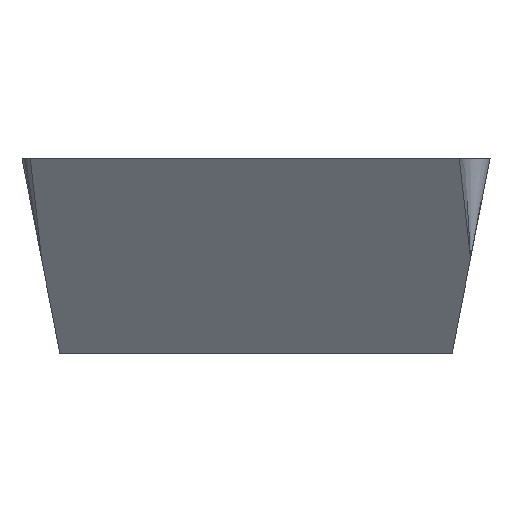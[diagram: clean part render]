
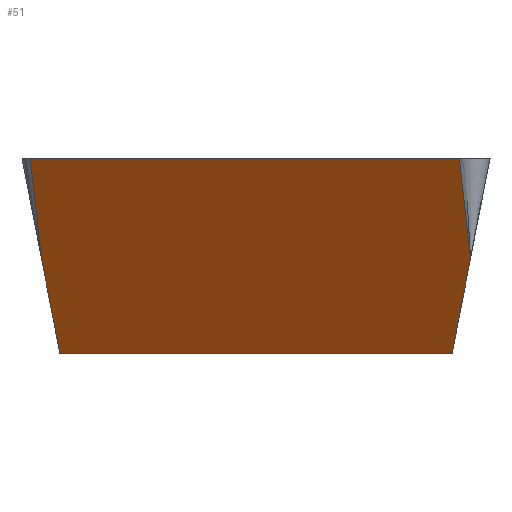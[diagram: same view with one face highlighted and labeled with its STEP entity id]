
A CAD part, left-side view. The second image highlights one B-rep face of the part: STEP entity #51.
In plain terms, the highlighted planar face has unit normal (-0.804, 0.563, -0.191).
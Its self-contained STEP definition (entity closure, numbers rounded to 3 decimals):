
#42=FACE_OUTER_BOUND('',#124,.T.);
#51=ADVANCED_FACE('',(#42),#65,.F.);
#65=PLANE('',#291);
#72=LINE('',#447,#92);
#76=LINE('',#455,#96);
#78=LINE('',#459,#98);
#79=LINE('',#461,#99);
#80=LINE('',#463,#100);
#81=LINE('',#465,#101);
#92=VECTOR('',#322,1.0);
#96=VECTOR('',#328,1.0);
#98=VECTOR('',#332,1.0);
#99=VECTOR('',#333,1.0);
#100=VECTOR('',#334,1.0);
#101=VECTOR('',#335,1.0);
#124=EDGE_LOOP('',(#152,#153,#154,#155,#156,#157));
#152=ORIENTED_EDGE('',*,*,#224,.F.);
#153=ORIENTED_EDGE('',*,*,#230,.T.);
#154=ORIENTED_EDGE('',*,*,#231,.T.);
#155=ORIENTED_EDGE('',*,*,#232,.F.);
#156=ORIENTED_EDGE('',*,*,#233,.T.);
#157=ORIENTED_EDGE('',*,*,#228,.F.);
#200=VERTEX_POINT('',#441);
#203=VERTEX_POINT('',#446);
#207=VERTEX_POINT('',#456);
#208=VERTEX_POINT('',#460);
#209=VERTEX_POINT('',#462);
#210=VERTEX_POINT('',#464);
#224=EDGE_CURVE('',#203,#200,#72,.T.);
#228=EDGE_CURVE('INSERT_CORNER_EDGE4',#200,#207,#76,.T.);
#230=EDGE_CURVE('INSERT_CORNER_EDGE1',#203,#208,#78,.T.);
#231=EDGE_CURVE('',#208,#209,#79,.T.);
#232=EDGE_CURVE('',#210,#209,#80,.T.);
#233=EDGE_CURVE('',#210,#207,#81,.T.);
#291=AXIS2_PLACEMENT_3D('',#466,#336,#337);
#322=DIRECTION('',(0.574,0.819,0.0));
#328=DIRECTION('',(-0.099,0.19,0.977));
#332=DIRECTION('',(-0.344,-0.179,0.922));
#333=DIRECTION('',(-0.156,0.109,0.982));
#334=DIRECTION('',(-0.574,-0.819,0.));
#335=DIRECTION('',(0.156,-0.109,-0.982));
#336=DIRECTION('',(0.804,-0.563,0.191));
#337=DIRECTION('',(0.574,0.819,0.0));
#441=CARTESIAN_POINT('',(7.071,8.754,-3.969));
#446=CARTESIAN_POINT('',(1.482,0.771,-3.969));
#447=CARTESIAN_POINT('',(5.879,7.052,-3.969));
#455=CARTESIAN_POINT('',(6.694,9.478,-0.239));
#456=CARTESIAN_POINT('',(6.876,9.128,-2.042));
#459=CARTESIAN_POINT('',(1.084,0.564,-2.902));
#460=CARTESIAN_POINT('',(0.762,0.397,-2.042));
#461=CARTESIAN_POINT('',(0.437,0.625,0.));
#462=CARTESIAN_POINT('',(0.437,0.625,0.));
#463=CARTESIAN_POINT('',(5.247,7.494,0.));
#464=CARTESIAN_POINT('',(6.551,9.356,0.));
#465=CARTESIAN_POINT('',(6.551,9.356,0.));
#466=CARTESIAN_POINT('',(5.247,7.494,0.));
